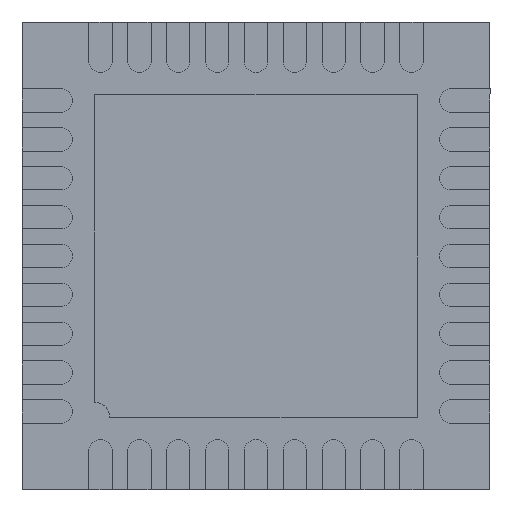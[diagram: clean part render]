
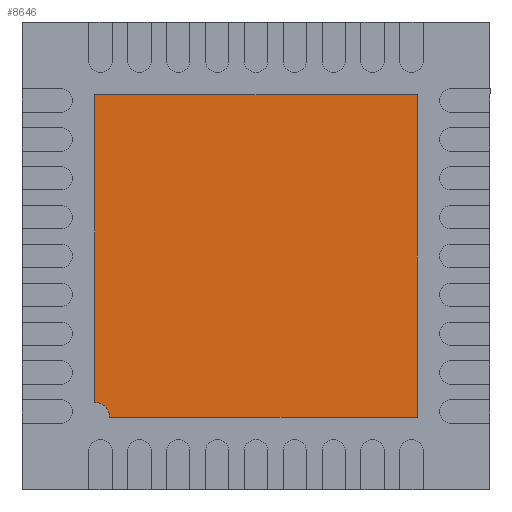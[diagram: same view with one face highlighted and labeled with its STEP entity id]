
A CAD part, front view. The second image highlights one B-rep face of the part: STEP entity #8646.
In plain terms, the highlighted planar face has unit normal (0, -1, 0).
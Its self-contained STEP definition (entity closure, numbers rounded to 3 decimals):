
#252 = ORIENTED_EDGE ( 'NONE', *, *, #8030, .F. ) ;
#716 = CARTESIAN_POINT ( 'NONE',  ( -2.075, -0.01, -2.075 ) ) ;
#787 = VECTOR ( 'NONE', #10897, 1000. ) ;
#1429 = VERTEX_POINT ( 'NONE', #2308 ) ;
#1485 = DIRECTION ( 'NONE',  ( 0., 0., -1. ) ) ;
#1608 = EDGE_CURVE ( 'NONE', #1429, #10457, #10107, .T. ) ;
#1640 = ORIENTED_EDGE ( 'NONE', *, *, #1608, .T. ) ;
#1857 = ORIENTED_EDGE ( 'NONE', *, *, #8475, .F. ) ;
#1925 = DIRECTION ( 'NONE',  ( 0., -1., 0. ) ) ;
#2294 = CARTESIAN_POINT ( 'NONE',  ( -1.883, -0.01, -2.075 ) ) ;
#2308 = CARTESIAN_POINT ( 'NONE',  ( -2.075, -0.01, 2.075 ) ) ;
#2398 = VECTOR ( 'NONE', #10891, 1000. ) ;
#2437 = DIRECTION ( 'NONE',  ( 0., -1., 0. ) ) ;
#2652 = CARTESIAN_POINT ( 'NONE',  ( 2.075, -0.01, 2.075 ) ) ;
#2716 = PLANE ( 'NONE',  #3727 ) ;
#2782 = CARTESIAN_POINT ( 'NONE',  ( 0., -0.01, 0. ) ) ;
#3247 = CARTESIAN_POINT ( 'NONE',  ( -2.075, -0.01, 0. ) ) ;
#3444 = LINE ( 'NONE', #8152, #4376 ) ;
#3473 = VERTEX_POINT ( 'NONE', #2294 ) ;
#3531 = VECTOR ( 'NONE', #4469, 1000. ) ;
#3727 = AXIS2_PLACEMENT_3D ( 'NONE', #2782, #1925, #5239 ) ;
#3767 = VERTEX_POINT ( 'NONE', #6051 ) ;
#4108 = FACE_OUTER_BOUND ( 'NONE', #10364, .T. ) ;
#4194 = CARTESIAN_POINT ( 'NONE',  ( 0., -0.01, 2.075 ) ) ;
#4376 = VECTOR ( 'NONE', #1485, 1000. ) ;
#4469 = DIRECTION ( 'NONE',  ( 1., 0., 0. ) ) ;
#5193 = CARTESIAN_POINT ( 'NONE',  ( 0., -0.01, -2.075 ) ) ;
#5239 = DIRECTION ( 'NONE',  ( 0., 0., -1. ) ) ;
#5961 = ORIENTED_EDGE ( 'NONE', *, *, #9321, .T. ) ;
#6051 = CARTESIAN_POINT ( 'NONE',  ( 2.075, -0.01, -2.075 ) ) ;
#6063 = CIRCLE ( 'NONE', #8113, 0.192 ) ;
#8030 = EDGE_CURVE ( 'NONE', #8232, #3767, #3444, .T. ) ;
#8113 = AXIS2_PLACEMENT_3D ( 'NONE', #716, #2437, #8329 ) ;
#8152 = CARTESIAN_POINT ( 'NONE',  ( 2.075, -0.01, 0. ) ) ;
#8232 = VERTEX_POINT ( 'NONE', #2652 ) ;
#8329 = DIRECTION ( 'NONE',  ( 0., 0., -1. ) ) ;
#8378 = ORIENTED_EDGE ( 'NONE', *, *, #8583, .F. ) ;
#8475 = EDGE_CURVE ( 'NONE', #3473, #10457, #6063, .T. ) ;
#8565 = LINE ( 'NONE', #4194, #2398 ) ;
#8583 = EDGE_CURVE ( 'NONE', #1429, #8232, #8565, .T. ) ;
#8646 = ADVANCED_FACE ( 'NONE', ( #4108 ), #2716, .T. ) ;
#9022 = CARTESIAN_POINT ( 'NONE',  ( -2.075, -0.01, -1.883 ) ) ;
#9321 = EDGE_CURVE ( 'NONE', #3473, #3767, #10469, .T. ) ;
#10107 = LINE ( 'NONE', #3247, #787 ) ;
#10364 = EDGE_LOOP ( 'NONE', ( #1857, #5961, #252, #8378, #1640 ) ) ;
#10457 = VERTEX_POINT ( 'NONE', #9022 ) ;
#10469 = LINE ( 'NONE', #5193, #3531 ) ;
#10891 = DIRECTION ( 'NONE',  ( 1., 0., 0. ) ) ;
#10897 = DIRECTION ( 'NONE',  ( 0., 0., -1. ) ) ;
